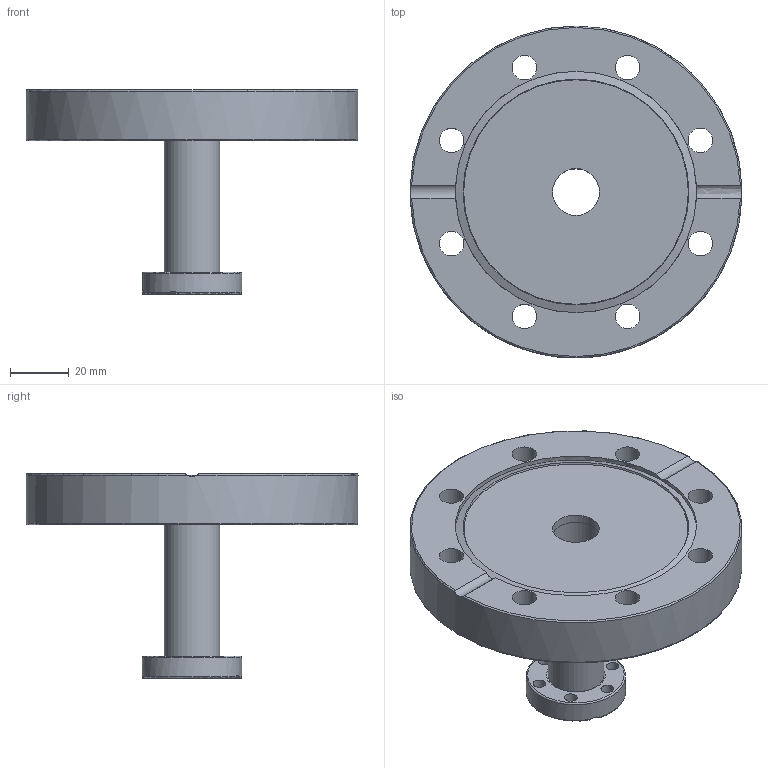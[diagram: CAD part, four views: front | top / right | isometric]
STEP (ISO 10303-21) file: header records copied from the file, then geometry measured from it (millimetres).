
FILE_DESCRIPTION((''),'2;1');
FILE_NAME('TA6316-304.stp','2009-04-15T13:51:07',('hasers'),(''),'Autodesk Inventor 2008','Autodesk Inventor 2008','');
FILE_SCHEMA(('AUTOMOTIVE_DESIGN { 1 0 10303 214 1 1 1 1 }'));
Length unit declared in the file: millimetre
Products named in the file (4): TA6316-304; CF-07 [Keywords [Summary]=1.4301][Company [Summary]=Vacom][Title [Summary]=F63]_1; CF-07 [Keywords [Summary]=1.4301][Company [Summary]=Vacom][Title [Summary]=F16B19]; Rohre [Subject [Summary]=normal][Keywords [Summary]=1.4301][Title [Summary]=19x1,5 (0,5m)]_5
Assembly tree (3 placements, depth 2):
  TA6316-304
    CF-07 [Keywords [Summary]=1.4301][Company [Summary]=Vacom][Title [Summary]=F63]_1
    CF-07 [Keywords [Summary]=1.4301][Company [Summary]=Vacom][Title [Summary]=F16B19]
    Rohre [Subject [Summary]=normal][Keywords [Summary]=1.4301][Title [Summary]=19x1,5 (0,5m)]_5
Bounding box: 113.5 x 113.5 x 70 mm (x, y, z)
Volume: 167633.7 mm3; surface area: 40152.9 mm2
Topology: 3 solids, 3 shells, 51 faces, 137 edges, 94 vertices
Faces by surface type: bspline 19, plane 11, cylinder 10, torus 7, cone 4
Full cylindrical faces by diameter (mm): 16 x1, 16.5 x1, 19 x1, 19.1 x1, 21.4 x1, 34 x1, 82.5 x1, 113.5 x1
Entity records: 1929 total; most frequent: CARTESIAN_POINT 757, DIRECTION 212, ORIENTED_EDGE 174, EDGE_LOOP 118, AXIS2_PLACEMENT_3D 102, EDGE_CURVE 87, VERTEX_POINT 75, FACE_BOUND 67
